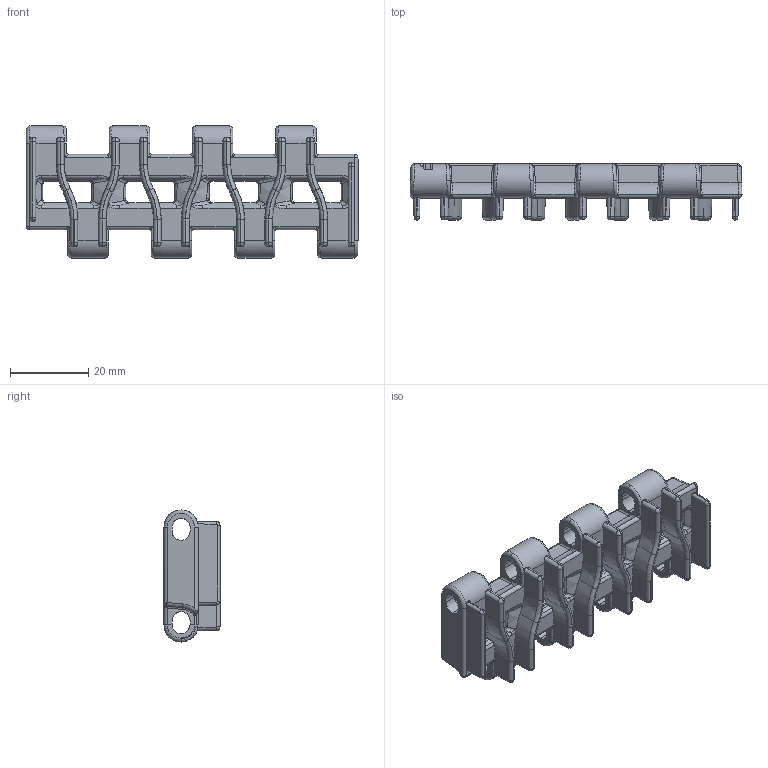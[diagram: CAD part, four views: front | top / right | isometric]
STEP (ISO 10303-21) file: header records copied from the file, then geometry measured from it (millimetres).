
FILE_DESCRIPTION (( 'STEP AP214' ), '1' );
FILE_NAME ('LF9253R01.2.STEP', '2021-03-12T07:40:28', ( '' ), ( '' ), 'SwSTEP 2.0', 'SolidWorks 2019', '' );
FILE_SCHEMA (( 'AUTOMOTIVE_DESIGN' ));
Length unit declared in the file: millimetre
Products named in the file (1): LF9253R01.2
Bounding box: 84.74 x 14.3 x 33.7 mm (x, y, z)
Volume: 13038.6 mm3; surface area: 11168.5 mm2
Topology: 1 solids, 1 shells, 1066 faces, 2821 edges, 1681 vertices
Faces by surface type: cylinder 386, bspline 338, plane 234, torus 48, cone 35, sphere 25
Entity records: 45126 total; most frequent: CARTESIAN_POINT 22688, ORIENTED_EDGE 5534, DIRECTION 3768, EDGE_CURVE 2767, VERTEX_POINT 1681, AXIS2_PLACEMENT_3D 1411, EDGE_LOOP 1080, ADVANCED_FACE 1066
